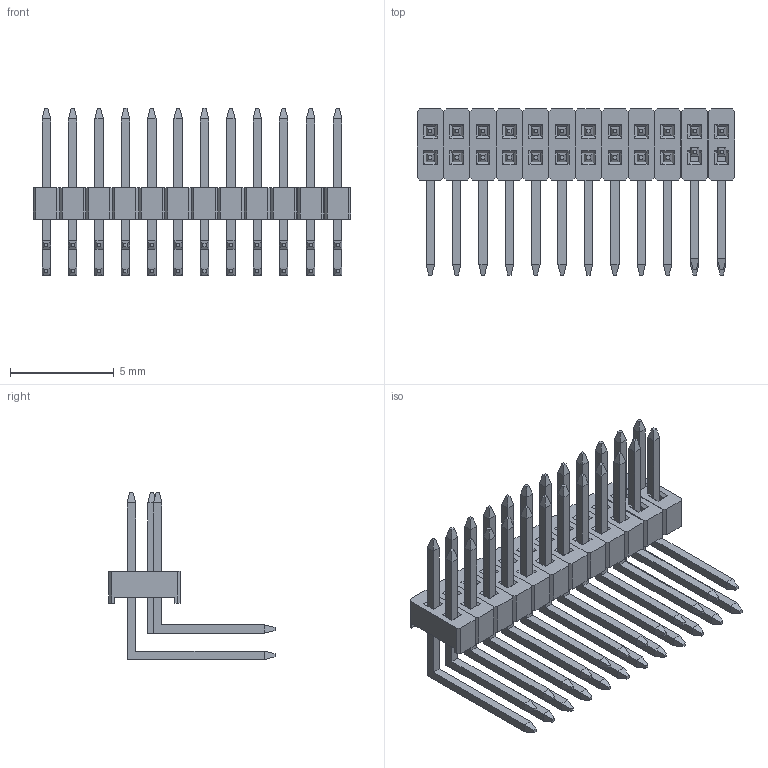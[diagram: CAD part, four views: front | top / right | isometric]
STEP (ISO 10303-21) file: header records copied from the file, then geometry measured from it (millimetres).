
FILE_DESCRIPTION(('FreeCAD Model'),'2;1');
FILE_NAME('Open CASCADE Shape Model','2025-01-21T13:27:14',(''),(''), 'Open CASCADE STEP processor 7.8','FreeCAD','Unknown');
FILE_SCHEMA(('AUTOMOTIVE_DESIGN { 1 0 10303 214 1 1 1 1 }'));
Length unit declared in the file: millimetre
Products named in the file (10): Unnamed; TSHR_5_D_1; TSHR_5_D_016; TSHR_5_D_003; TSHR_5_D_032; TSHR_5_D_036; TSHR_5_D_034; TSHR_5_D_031; TSHR_5_D_033; TSHR_5_D_035
Assembly tree (36 placements, depth 2):
  Unnamed
    TSHR_5_D_1  x10
    TSHR_5_D_016  x10
    TSHR_5_D_003  x10
    TSHR_5_D_032
    TSHR_5_D_036
    TSHR_5_D_034
    TSHR_5_D_031
    TSHR_5_D_033
    TSHR_5_D_035
Bounding box: 15.3 x 8 x 8.05 mm (x, y, z)
Surface area: 815.7 mm2 (no closed solid volume)
Topology: 0 solids, 744 shells, 744 faces, 3456 edges, 3456 vertices
Faces by surface type: bspline 744
Entity records: 21029 total; most frequent: CARTESIAN_POINT 2509, SURFACE_STYLE_USAGE 1302, SURFACE_SIDE_STYLE 1302, SURFACE_STYLE_FILL_AREA 1302, FILL_AREA_STYLE 1302, FILL_AREA_STYLE_COLOUR 1302, CURVE_STYLE 1302, DRAUGHTING_PRE_DEFINED_CURVE_FONT 1302
